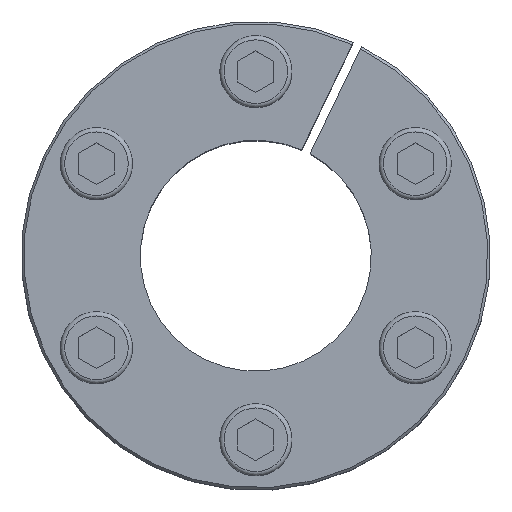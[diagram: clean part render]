
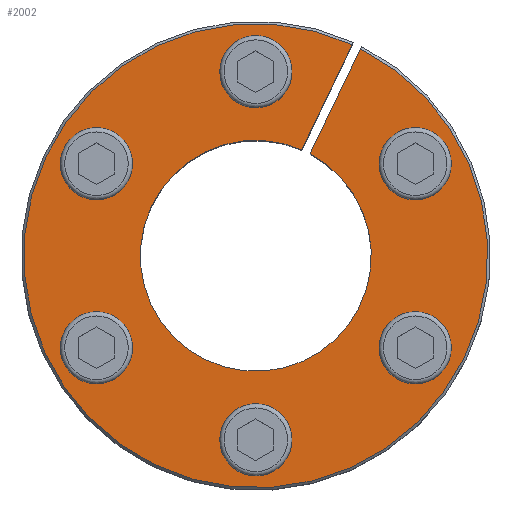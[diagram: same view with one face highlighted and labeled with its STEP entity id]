
A CAD part, top view. The second image highlights one B-rep face of the part: STEP entity #2002.
In plain terms, the highlighted planar face has unit normal (0, 0, 1).
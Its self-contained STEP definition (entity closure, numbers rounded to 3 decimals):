
#155=LINE('',#3375,#305);
#160=LINE('',#3386,#310);
#305=VECTOR('',#2668,1.);
#310=VECTOR('',#2675,1.);
#391=PLANE('',#2220);
#451=FACE_BOUND('',#733,.T.);
#452=FACE_BOUND('',#734,.T.);
#453=FACE_BOUND('',#735,.T.);
#454=FACE_BOUND('',#736,.T.);
#455=FACE_BOUND('',#737,.T.);
#456=FACE_BOUND('',#738,.T.);
#578=FACE_OUTER_BOUND('',#732,.T.);
#732=EDGE_LOOP('',(#1749,#1750,#1751,#1752));
#733=EDGE_LOOP('',(#1753));
#734=EDGE_LOOP('',(#1754));
#735=EDGE_LOOP('',(#1755));
#736=EDGE_LOOP('',(#1756));
#737=EDGE_LOOP('',(#1757));
#738=EDGE_LOOP('',(#1758));
#745=CIRCLE('',#2042,5.);
#752=CIRCLE('',#2062,5.);
#759=CIRCLE('',#2082,5.);
#766=CIRCLE('',#2102,5.);
#773=CIRCLE('',#2122,5.);
#780=CIRCLE('',#2142,5.);
#821=CIRCLE('',#2217,32.15);
#822=CIRCLE('',#2219,16.);
#842=VERTEX_POINT('',#2836);
#862=VERTEX_POINT('',#2904);
#882=VERTEX_POINT('',#2972);
#902=VERTEX_POINT('',#3040);
#922=VERTEX_POINT('',#3108);
#942=VERTEX_POINT('',#3176);
#968=VERTEX_POINT('',#3342);
#982=VERTEX_POINT('',#3373);
#985=VERTEX_POINT('',#3382);
#987=VERTEX_POINT('',#3385);
#1028=EDGE_CURVE('',#842,#842,#745,.T.);
#1054=EDGE_CURVE('',#862,#862,#752,.T.);
#1080=EDGE_CURVE('',#882,#882,#759,.T.);
#1106=EDGE_CURVE('',#902,#902,#766,.T.);
#1132=EDGE_CURVE('',#922,#922,#773,.T.);
#1158=EDGE_CURVE('',#942,#942,#780,.T.);
#1213=EDGE_CURVE('',#968,#982,#155,.T.);
#1218=EDGE_CURVE('',#987,#985,#160,.T.);
#1253=EDGE_CURVE('',#968,#985,#821,.T.);
#1254=EDGE_CURVE('',#982,#987,#822,.T.);
#1749=ORIENTED_EDGE('',*,*,#1213,.T.);
#1750=ORIENTED_EDGE('',*,*,#1254,.T.);
#1751=ORIENTED_EDGE('',*,*,#1218,.T.);
#1752=ORIENTED_EDGE('',*,*,#1253,.F.);
#1753=ORIENTED_EDGE('',*,*,#1028,.T.);
#1754=ORIENTED_EDGE('',*,*,#1054,.T.);
#1755=ORIENTED_EDGE('',*,*,#1080,.T.);
#1756=ORIENTED_EDGE('',*,*,#1106,.T.);
#1757=ORIENTED_EDGE('',*,*,#1132,.T.);
#1758=ORIENTED_EDGE('',*,*,#1158,.T.);
#2002=ADVANCED_FACE('',(#578,#451,#452,#453,#454,#455,#456),#391,.T.);
#2042=AXIS2_PLACEMENT_3D('',#2837,#2279,#2280);
#2062=AXIS2_PLACEMENT_3D('',#2905,#2337,#2338);
#2082=AXIS2_PLACEMENT_3D('',#2973,#2395,#2396);
#2102=AXIS2_PLACEMENT_3D('',#3041,#2453,#2454);
#2122=AXIS2_PLACEMENT_3D('',#3109,#2511,#2512);
#2142=AXIS2_PLACEMENT_3D('',#3177,#2569,#2570);
#2217=AXIS2_PLACEMENT_3D('',#3456,#2761,#2762);
#2219=AXIS2_PLACEMENT_3D('',#3458,#2765,#2766);
#2220=AXIS2_PLACEMENT_3D('',#3459,#2767,#2768);
#2279=DIRECTION('center_axis',(0.,0.,
-1.));
#2280=DIRECTION('ref_axis',(-0.866,0.5,0.));
#2337=DIRECTION('center_axis',(0.,0.,
-1.));
#2338=DIRECTION('ref_axis',(-0.866,-0.5,0.));
#2395=DIRECTION('center_axis',(0.,0.,
-1.));
#2396=DIRECTION('ref_axis',(0.,-1.,0.));
#2453=DIRECTION('center_axis',(0.,0.,
-1.));
#2454=DIRECTION('ref_axis',(0.866,-0.5,0.));
#2511=DIRECTION('center_axis',(0.,0.,
-1.));
#2512=DIRECTION('ref_axis',(0.866,0.5,0.));
#2569=DIRECTION('center_axis',(0.,0.,
-1.));
#2570=DIRECTION('ref_axis',(0.,1.,0.));
#2668=DIRECTION('',(-0.434,-0.901,0.));
#2675=DIRECTION('',(0.434,0.901,0.));
#2761=DIRECTION('center_axis',(0.,0.,-1.));
#2762=DIRECTION('ref_axis',(0.,1.,0.));
#2765=DIRECTION('center_axis',(0.,0.,-1.));
#2766=DIRECTION('ref_axis',(0.,1.,0.));
#2767=DIRECTION('center_axis',(0.,0.,
1.));
#2768=DIRECTION('ref_axis',(0.,-1.,0.));
#2836=CARTESIAN_POINT('',(-26.414,15.25,0.));
#2837=CARTESIAN_POINT('Origin',(-22.084,12.75,0.));
#2904=CARTESIAN_POINT('',(-26.414,-15.25,0.));
#2905=CARTESIAN_POINT('Origin',(-22.084,-12.75,0.));
#2972=CARTESIAN_POINT('',(0.,-30.5,0.));
#2973=CARTESIAN_POINT('Origin',(0.,-25.5,0.));
#3040=CARTESIAN_POINT('',(26.414,-15.25,0.));
#3041=CARTESIAN_POINT('Origin',(22.084,-12.75,0.));
#3108=CARTESIAN_POINT('',(26.414,15.25,0.));
#3109=CARTESIAN_POINT('Origin',(22.084,12.75,0.));
#3176=CARTESIAN_POINT('',(0.,30.5,0.));
#3177=CARTESIAN_POINT('Origin',(0.,25.5,0.));
#3342=CARTESIAN_POINT('',(14.523,28.683,0.));
#3373=CARTESIAN_POINT('',(7.513,14.126,0.));
#3375=CARTESIAN_POINT('',(12.333,24.134,0.));
#3382=CARTESIAN_POINT('',(13.37,29.238,0.));
#3385=CARTESIAN_POINT('',(6.36,14.682,0.));
#3386=CARTESIAN_POINT('',(11.18,24.69,0.));
#3456=CARTESIAN_POINT('Origin',(0.,0.,0.));
#3458=CARTESIAN_POINT('Origin',(0.,0.,0.));
#3459=CARTESIAN_POINT('Origin',(0.,24.075,0.));
